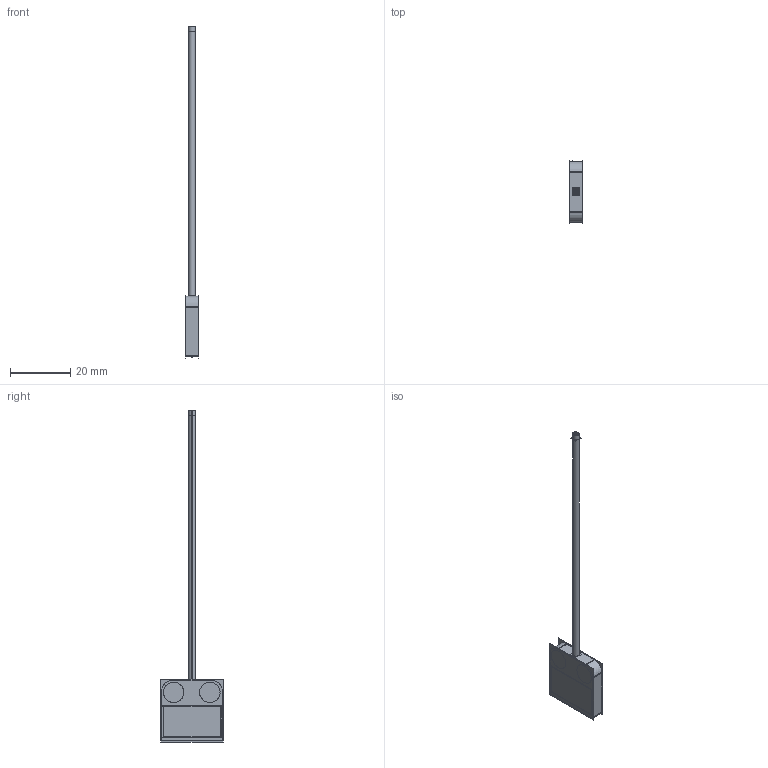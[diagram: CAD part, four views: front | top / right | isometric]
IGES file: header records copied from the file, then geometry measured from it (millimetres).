
Start section:  PTC IGES file: 191562.igs
Global section: file name: 191562.igs; native system: Creo Parametric by Parametric Technology Corporation; preprocessor: 2013230; author: pdmadmin; organization: Unknown; date: 20160216.151739; units: millimetre
Bounding box: 4.37 x 20.79 x 109.82 mm (x, y, z)
Volume: 1323.9 mm3; surface area: 17336 mm2
Topology: 26 solids, 26 shells, 448 faces, 2120 edges, 2692 vertices
Faces by surface type: revolution 250, bspline 198
